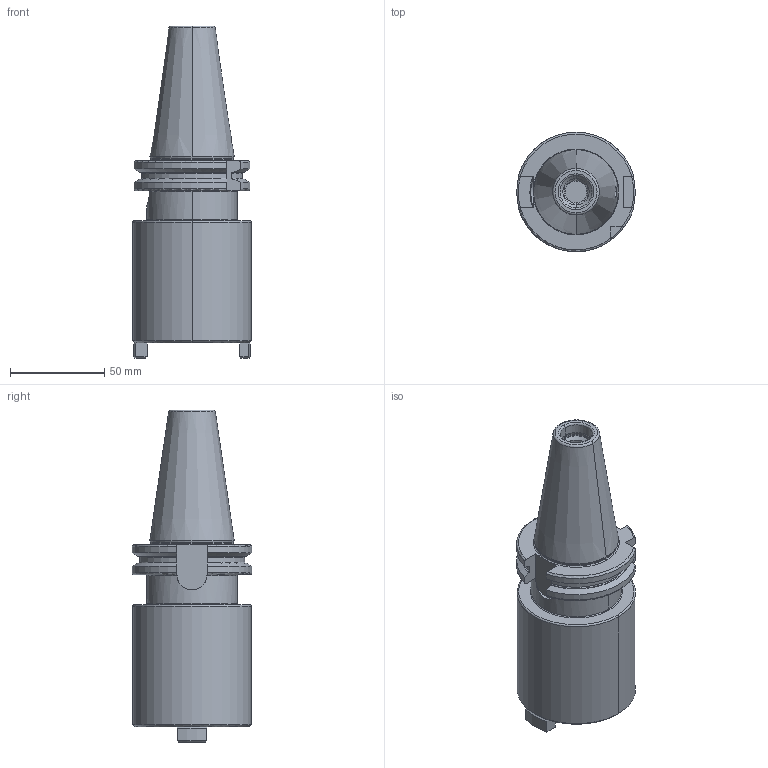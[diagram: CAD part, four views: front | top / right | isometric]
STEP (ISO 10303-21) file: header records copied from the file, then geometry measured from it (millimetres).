
FILE_DESCRIPTION((''),'2;1');
FILE_NAME('402_09_40','2020-09-29T',('104091'),(''),'CREO PARAMETRIC BY PTC INC, 2016260','CREO PARAMETRIC BY PTC INC, 2016260','');
FILE_SCHEMA(('CONFIG_CONTROL_DESIGN'));
Length unit declared in the file: millimetre
Products named in the file (1): 402_09_40
Bounding box: 63 x 63.54 x 176.4 mm (x, y, z)
Volume: 261343.9 mm3; surface area: 53054.5 mm2
Topology: 1 solids, 1 shells, 197 faces, 487 edges, 299 vertices
Faces by surface type: plane 64, cone 52, cylinder 48, torus 33
Entity records: 6308 total; most frequent: CARTESIAN_POINT 1622, DIRECTION 994, ORIENTED_EDGE 970, EDGE_CURVE 485, AXIS2_PLACEMENT_3D 401, VERTEX_POINT 299, EDGE_LOOP 210, CIRCLE 201
